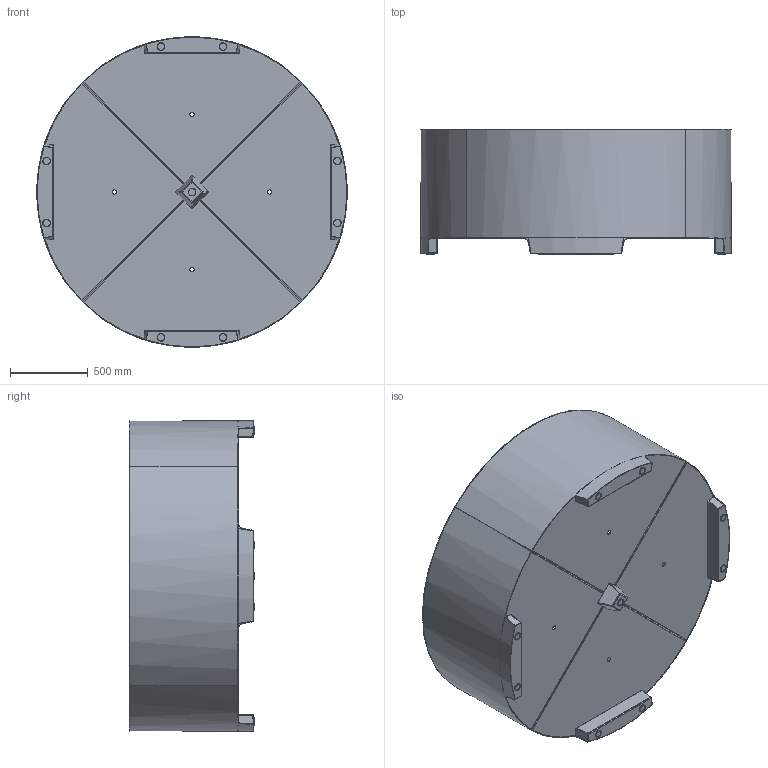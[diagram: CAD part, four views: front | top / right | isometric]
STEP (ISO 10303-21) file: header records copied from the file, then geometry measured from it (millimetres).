
FILE_DESCRIPTION (( 'STEP AP203' ), '1' );
FILE_NAME ('CTP1.1-Ø2000x800.step', '2021-09-14T09:14:53', ( '' ), ( '' ), 'SwSTEP 2.0', 'SolidWorks 2021', '' );
FILE_SCHEMA (( 'CONFIG_CONTROL_DESIGN' ));
Length unit declared in the file: millimetre
Products named in the file (8): Plastic feet Ø50x5.2mm 6050050 Z Verpas; CTP1.1-Ø2000x800; CTP1.1-Ø2000x800-Bottom_90 Degree; CTP1.1-Ø2000x800-Legs; CTP1.1-Ø2000x800-Innerring; CTP1.1-Ø2000x800-Topring_90 Degree; CTP1.1-Ø2000x800-Foot middle; CTP1.1-Ø2000x800-Wall
Assembly tree (30 placements, depth 2):
  CTP1.1-Ø2000x800
    CTP1.1-Ø2000x800-Wall  x4
    CTP1.1-Ø2000x800-Bottom_90 Degree  x4
    CTP1.1-Ø2000x800-Topring_90 Degree  x4
    CTP1.1-Ø2000x800-Innerring  x4
    CTP1.1-Ø2000x800-Legs  x4
    Plastic feet Ø50x5.2mm 6050050 Z Verpas  x9
    CTP1.1-Ø2000x800-Foot middle
Bounding box: 2000 x 805.2 x 2000 mm (x, y, z)
Volume: 27121258.2 mm3; surface area: 18177319 mm2
Topology: 30 solids, 30 shells, 736 faces, 1678 edges, 1038 vertices
Faces by surface type: plane 384, cylinder 248, cone 54, bspline 32, torus 18
Entity records: 7464 total; most frequent: CARTESIAN_POINT 1867, DIRECTION 869, ORIENTED_EDGE 832, EDGE_CURVE 416, AXIS2_PLACEMENT_3D 305, VECTOR 259, LINE 259, VERTEX_POINT 250
